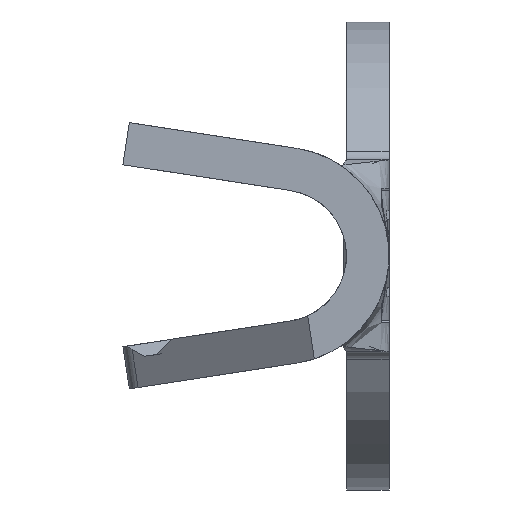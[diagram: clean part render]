
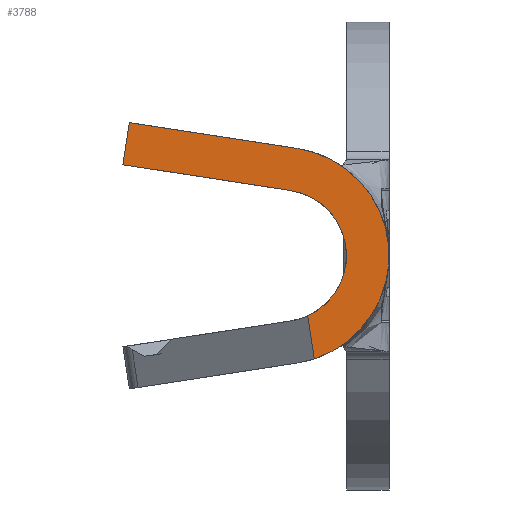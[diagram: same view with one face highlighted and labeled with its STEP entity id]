
A CAD part, left-side view. The second image highlights one B-rep face of the part: STEP entity #3788.
In plain terms, the highlighted planar face has unit normal (-1, 0, 0).
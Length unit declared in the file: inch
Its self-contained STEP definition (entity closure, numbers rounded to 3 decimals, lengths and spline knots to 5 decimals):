
#18 = EDGE_CURVE ( 'NONE', #3987, #1325, #2552, .T. ) ;
#40 = FACE_OUTER_BOUND ( 'NONE', #3692, .T. ) ;
#153 = ORIENTED_EDGE ( 'NONE', *, *, #452, .F. ) ;
#229 = DIRECTION ( 'NONE',  ( 0., 0., -1. ) ) ;
#361 = VERTEX_POINT ( 'NONE', #3332 ) ;
#452 = EDGE_CURVE ( 'NONE', #3987, #4065, #829, .T. ) ;
#471 = CARTESIAN_POINT ( 'NONE',  ( -0.345, 0.03958, -0.01949 ) ) ;
#492 = VECTOR ( 'NONE', #668, 39.37008 ) ;
#668 = DIRECTION ( 'NONE',  ( 0., -0.152, 0.988 ) ) ;
#790 = DIRECTION ( 'NONE',  ( 0., 0., -1. ) ) ;
#829 = CIRCLE ( 'NONE', #2190, 0.031 ) ;
#864 = CARTESIAN_POINT ( 'NONE',  ( -0.345, 0.04326, 0.05041 ) ) ;
#907 = CARTESIAN_POINT ( 'NONE',  ( -0.345, 0.03824, -0.02825 ) ) ;
#952 = ORIENTED_EDGE ( 'NONE', *, *, #2159, .F. ) ;
#1209 = CARTESIAN_POINT ( 'NONE',  ( -0.345, 0.04629, 0.03064 ) ) ;
#1325 = VERTEX_POINT ( 'NONE', #4315 ) ;
#1338 = VECTOR ( 'NONE', #3645, 39.37008 ) ;
#1350 = DIRECTION ( 'NONE',  ( -1., 0., 0. ) ) ;
#1472 = DIRECTION ( 'NONE',  ( 0., -0.152, -0.988 ) ) ;
#1536 = DIRECTION ( 'NONE',  ( 0., -0.988, -0.152 ) ) ;
#1608 = AXIS2_PLACEMENT_3D ( 'NONE', #4325, #2278, #229 ) ;
#2022 = CARTESIAN_POINT ( 'NONE',  ( -0.345, 0.125, 0.04273 ) ) ;
#2156 = PLANE ( 'NONE',  #2902 ) ;
#2159 = EDGE_CURVE ( 'NONE', #3205, #1325, #3915, .T. ) ;
#2190 = AXIS2_PLACEMENT_3D ( 'NONE', #3403, #1350, #3750 ) ;
#2278 = DIRECTION ( 'NONE',  ( 1., 0., 0. ) ) ;
#2316 = CARTESIAN_POINT ( 'NONE',  ( -0.345, 0.125, 0.04273 ) ) ;
#2330 = CARTESIAN_POINT ( 'NONE',  ( -0.345, 0.04629, 0.03064 ) ) ;
#2456 = VECTOR ( 'NONE', #1536, 39.37008 ) ;
#2502 = CARTESIAN_POINT ( 'NONE',  ( -0.345, 0.051, 0. ) ) ;
#2548 = ORIENTED_EDGE ( 'NONE', *, *, #3872, .F. ) ;
#2552 = LINE ( 'NONE', #471, #3365 ) ;
#2642 = ORIENTED_EDGE ( 'NONE', *, *, #3961, .F. ) ;
#2690 = ORIENTED_EDGE ( 'NONE', *, *, #18, .T. ) ;
#2851 = DIRECTION ( 'NONE',  ( 1., 0., 0. ) ) ;
#2902 = AXIS2_PLACEMENT_3D ( 'NONE', #2502, #2851, #790 ) ;
#3097 = CARTESIAN_POINT ( 'NONE',  ( -0.345, 0.04326, 0.05041 ) ) ;
#3147 = EDGE_CURVE ( 'NONE', #4043, #361, #4128, .T. ) ;
#3160 = LINE ( 'NONE', #1209, #1338 ) ;
#3205 = VERTEX_POINT ( 'NONE', #3097 ) ;
#3276 = LINE ( 'NONE', #864, #2456 ) ;
#3332 = CARTESIAN_POINT ( 'NONE',  ( -0.345, 0.12196, 0.0625 ) ) ;
#3365 = VECTOR ( 'NONE', #1472, 39.37008 ) ;
#3378 = ORIENTED_EDGE ( 'NONE', *, *, #3147, .F. ) ;
#3403 = CARTESIAN_POINT ( 'NONE',  ( -0.345, 0.051, 0. ) ) ;
#3645 = DIRECTION ( 'NONE',  ( 0., 0.988, 0.152 ) ) ;
#3692 = EDGE_LOOP ( 'NONE', ( #153, #2690, #952, #2548, #3378, #2642 ) ) ;
#3750 = DIRECTION ( 'NONE',  ( 0., 0., -1. ) ) ;
#3788 = ADVANCED_FACE ( 'NONE', ( #40 ), #2156, .F. ) ;
#3872 = EDGE_CURVE ( 'NONE', #361, #3205, #3276, .T. ) ;
#3915 = CIRCLE ( 'NONE', #1608, 0.051 ) ;
#3961 = EDGE_CURVE ( 'NONE', #4065, #4043, #3160, .T. ) ;
#3987 = VERTEX_POINT ( 'NONE', #907 ) ;
#4043 = VERTEX_POINT ( 'NONE', #2316 ) ;
#4065 = VERTEX_POINT ( 'NONE', #2330 ) ;
#4128 = LINE ( 'NONE', #2022, #492 ) ;
#4315 = CARTESIAN_POINT ( 'NONE',  ( -0.345, 0.03513, -0.04847 ) ) ;
#4325 = CARTESIAN_POINT ( 'NONE',  ( -0.345, 0.051, 0. ) ) ;
